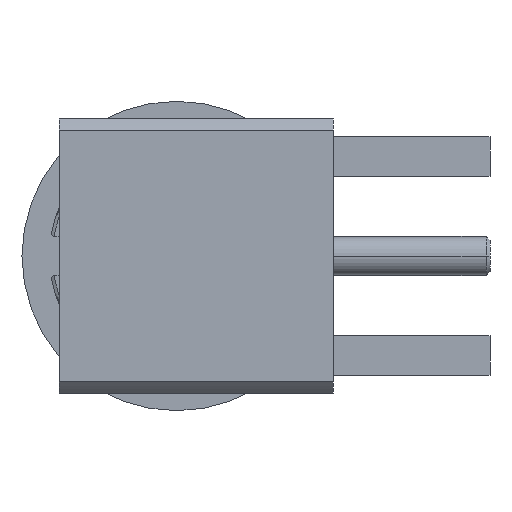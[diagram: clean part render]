
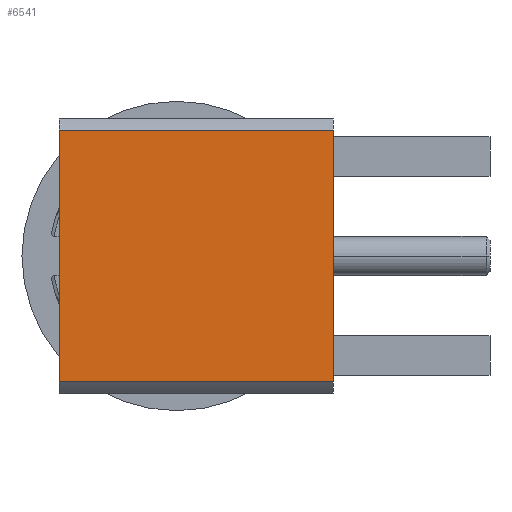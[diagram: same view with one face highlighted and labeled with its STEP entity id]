
A CAD part, left-side view. The second image highlights one B-rep face of the part: STEP entity #6541.
In plain terms, the highlighted planar face has unit normal (-1, 0, 0).
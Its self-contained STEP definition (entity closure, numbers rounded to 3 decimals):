
#48 = LINE ( 'NONE', #6306, #6765 ) ;
#53 = CARTESIAN_POINT ( 'NONE',  ( -3.5, 7., -3.5 ) ) ;
#154 = VERTEX_POINT ( 'NONE', #3331 ) ;
#371 = EDGE_CURVE ( 'NONE', #5453, #777, #48, .T. ) ;
#410 = LINE ( 'NONE', #6995, #3363 ) ;
#777 = VERTEX_POINT ( 'NONE', #5371 ) ;
#826 = AXIS2_PLACEMENT_3D ( 'NONE', #7042, #6459, #1415 ) ;
#1375 = CARTESIAN_POINT ( 'NONE',  ( -3.5, 7., 3.211 ) ) ;
#1415 = DIRECTION ( 'NONE',  ( 0., 0., -1. ) ) ;
#1986 = ORIENTED_EDGE ( 'NONE', *, *, #371, .T. ) ;
#2086 = EDGE_CURVE ( 'NONE', #154, #5453, #5592, .T. ) ;
#3331 = CARTESIAN_POINT ( 'NONE',  ( -3.5, 7., -3.211 ) ) ;
#3362 = ORIENTED_EDGE ( 'NONE', *, *, #6183, .F. ) ;
#3363 = VECTOR ( 'NONE', #5420, 1000. ) ;
#3407 = EDGE_LOOP ( 'NONE', ( #1986, #3925, #3362, #6144 ) ) ;
#3556 = VERTEX_POINT ( 'NONE', #1375 ) ;
#3883 = LINE ( 'NONE', #53, #4477 ) ;
#3925 = ORIENTED_EDGE ( 'NONE', *, *, #6880, .F. ) ;
#4477 = VECTOR ( 'NONE', #5066, 1000. ) ;
#4587 = CARTESIAN_POINT ( 'NONE',  ( -3.5, 0., -3.211 ) ) ;
#4842 = FACE_OUTER_BOUND ( 'NONE', #3407, .T. ) ;
#5066 = DIRECTION ( 'NONE',  ( 0., 0., 1. ) ) ;
#5256 = VECTOR ( 'NONE', #6211, 1000. ) ;
#5371 = CARTESIAN_POINT ( 'NONE',  ( -3.5, 0., 3.211 ) ) ;
#5420 = DIRECTION ( 'NONE',  ( 0., -1., 0. ) ) ;
#5453 = VERTEX_POINT ( 'NONE', #4587 ) ;
#5592 = LINE ( 'NONE', #7247, #5256 ) ;
#6144 = ORIENTED_EDGE ( 'NONE', *, *, #2086, .T. ) ;
#6183 = EDGE_CURVE ( 'NONE', #154, #3556, #3883, .T. ) ;
#6211 = DIRECTION ( 'NONE',  ( 0., -1., 0. ) ) ;
#6229 = DIRECTION ( 'NONE',  ( 0., 0., 1. ) ) ;
#6306 = CARTESIAN_POINT ( 'NONE',  ( -3.5, 0., -3.5 ) ) ;
#6459 = DIRECTION ( 'NONE',  ( 1., 0., 0. ) ) ;
#6541 = ADVANCED_FACE ( 'NONE', ( #4842 ), #6606, .F. ) ;
#6606 = PLANE ( 'NONE',  #826 ) ;
#6765 = VECTOR ( 'NONE', #6229, 1000. ) ;
#6880 = EDGE_CURVE ( 'NONE', #3556, #777, #410, .T. ) ;
#6995 = CARTESIAN_POINT ( 'NONE',  ( -3.5, 7., 3.211 ) ) ;
#7042 = CARTESIAN_POINT ( 'NONE',  ( -3.5, 7., -3.5 ) ) ;
#7247 = CARTESIAN_POINT ( 'NONE',  ( -3.5, 7., -3.211 ) ) ;
